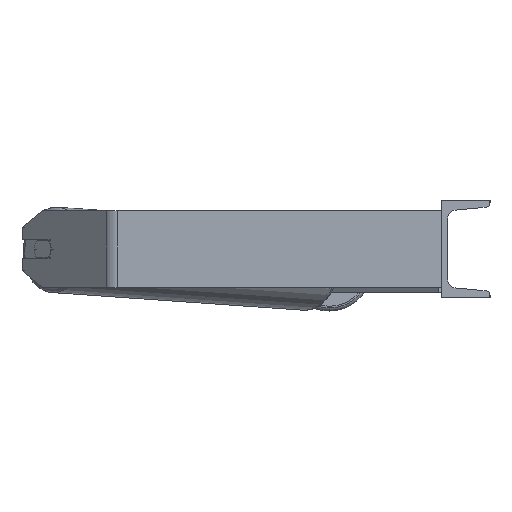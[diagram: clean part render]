
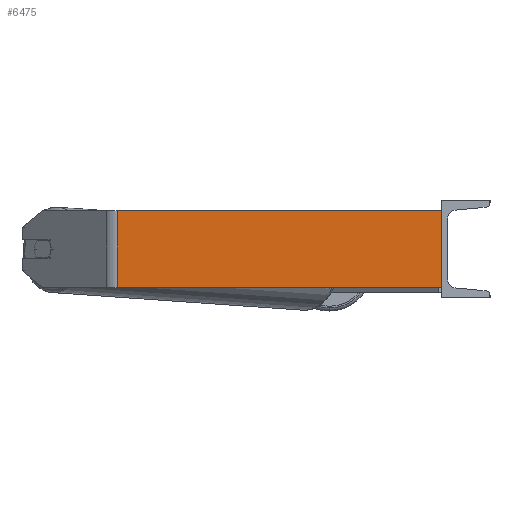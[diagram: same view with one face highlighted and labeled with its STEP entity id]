
A CAD part, left-side view. The second image highlights one B-rep face of the part: STEP entity #6475.
In plain terms, the highlighted planar face has unit normal (-1, 0, 0).
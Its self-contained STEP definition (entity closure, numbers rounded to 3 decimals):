
#339 = EDGE_CURVE ( 'NONE', #758, #1932, #5149, .T. ) ;
#473 = CARTESIAN_POINT ( 'NONE',  ( -585., 337.443, -40. ) ) ;
#758 = VERTEX_POINT ( 'NONE', #1677 ) ;
#973 = AXIS2_PLACEMENT_3D ( 'NONE', #8892, #2668, #5941 ) ;
#1144 = ORIENTED_EDGE ( 'NONE', *, *, #339, .T. ) ;
#1183 = CARTESIAN_POINT ( 'NONE',  ( -585., 337.443, 40. ) ) ;
#1602 = CARTESIAN_POINT ( 'NONE',  ( -585., 344.07, 40. ) ) ;
#1677 = CARTESIAN_POINT ( 'NONE',  ( -585., 337.443, 40. ) ) ;
#1684 = DIRECTION ( 'NONE',  ( 0., 0., -1. ) ) ;
#1697 = VERTEX_POINT ( 'NONE', #7190 ) ;
#1932 = VERTEX_POINT ( 'NONE', #473 ) ;
#2037 = LINE ( 'NONE', #4818, #7213 ) ;
#2656 = EDGE_CURVE ( 'NONE', #8146, #1697, #2037, .T. ) ;
#2668 = DIRECTION ( 'NONE',  ( 1., 0., 0. ) ) ;
#2765 = VECTOR ( 'NONE', #5644, 1000. ) ;
#3605 = LINE ( 'NONE', #1602, #2765 ) ;
#3970 = DIRECTION ( 'NONE',  ( 0., -1., 0. ) ) ;
#4100 = ORIENTED_EDGE ( 'NONE', *, *, #4365, .T. ) ;
#4365 = EDGE_CURVE ( 'NONE', #1932, #1697, #8737, .T. ) ;
#4626 = EDGE_CURVE ( 'NONE', #758, #8146, #3605, .T. ) ;
#4818 = CARTESIAN_POINT ( 'NONE',  ( -585., 0., 40. ) ) ;
#5149 = LINE ( 'NONE', #1183, #7197 ) ;
#5644 = DIRECTION ( 'NONE',  ( 0., -1., 0. ) ) ;
#5876 = CARTESIAN_POINT ( 'NONE',  ( -585., 344.07, -40. ) ) ;
#5941 = DIRECTION ( 'NONE',  ( 0., 1., 0. ) ) ;
#6112 = PLANE ( 'NONE',  #973 ) ;
#6475 = ADVANCED_FACE ( 'NONE', ( #7465 ), #6112, .F. ) ;
#7190 = CARTESIAN_POINT ( 'NONE',  ( -585., 0., -40. ) ) ;
#7197 = VECTOR ( 'NONE', #1684, 1000. ) ;
#7213 = VECTOR ( 'NONE', #7571, 1000. ) ;
#7318 = EDGE_LOOP ( 'NONE', ( #4100, #8850, #8748, #1144 ) ) ;
#7465 = FACE_OUTER_BOUND ( 'NONE', #7318, .T. ) ;
#7571 = DIRECTION ( 'NONE',  ( 0., 0., -1. ) ) ;
#7606 = CARTESIAN_POINT ( 'NONE',  ( -585., 0., 40. ) ) ;
#8146 = VERTEX_POINT ( 'NONE', #7606 ) ;
#8269 = VECTOR ( 'NONE', #3970, 1000. ) ;
#8737 = LINE ( 'NONE', #5876, #8269 ) ;
#8748 = ORIENTED_EDGE ( 'NONE', *, *, #4626, .F. ) ;
#8850 = ORIENTED_EDGE ( 'NONE', *, *, #2656, .F. ) ;
#8892 = CARTESIAN_POINT ( 'NONE',  ( -585., 344.07, 40. ) ) ;
